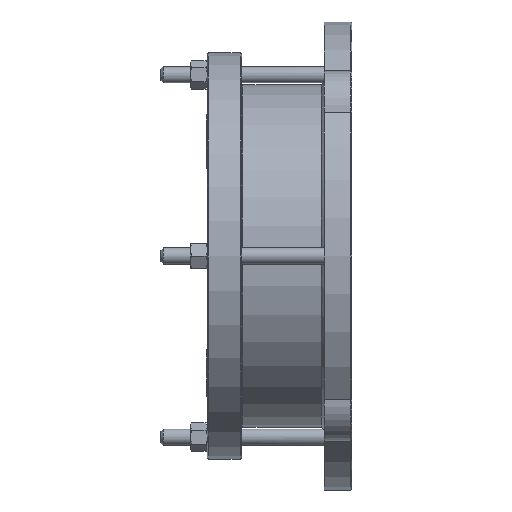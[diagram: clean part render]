
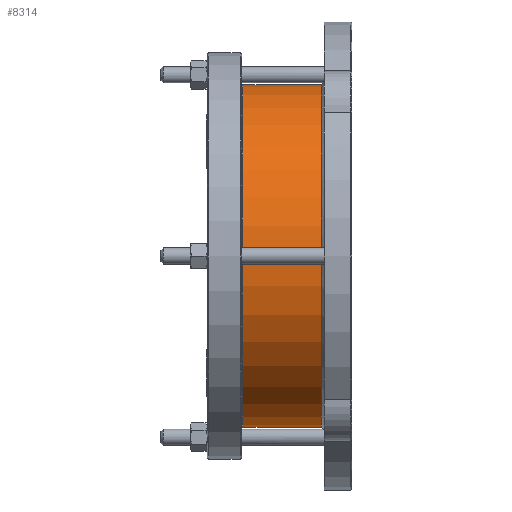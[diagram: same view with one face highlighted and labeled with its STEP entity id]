
A CAD part, left-side view. The second image highlights one B-rep face of the part: STEP entity #8314.
In plain terms, the highlighted cylindrical face has radius 124.5 mm (diameter 249 mm), a full revolution.
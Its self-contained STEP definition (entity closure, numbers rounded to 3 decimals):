
#114=CYLINDRICAL_SURFACE('',#8815,124.5);
#298=CIRCLE('',#8813,124.5);
#299=CIRCLE('',#8814,124.5);
#300=CIRCLE('',#8816,124.5);
#1046=FACE_OUTER_BOUND('',#1562,.T.);
#1562=EDGE_LOOP('',(#6115,#6116,#6117,#6118,#6119));
#2432=LINE('',#14251,#2966);
#2966=VECTOR('',#10022,124.5);
#3536=VERTEX_POINT('',#14244);
#3537=VERTEX_POINT('',#14246);
#3538=VERTEX_POINT('',#14250);
#4441=EDGE_CURVE('',#3536,#3537,#298,.T.);
#4442=EDGE_CURVE('',#3537,#3536,#299,.T.);
#4443=EDGE_CURVE('',#3537,#3538,#2432,.T.);
#4444=EDGE_CURVE('',#3538,#3538,#300,.T.);
#6115=ORIENTED_EDGE('',*,*,#4441,.F.);
#6116=ORIENTED_EDGE('',*,*,#4442,.F.);
#6117=ORIENTED_EDGE('',*,*,#4443,.T.);
#6118=ORIENTED_EDGE('',*,*,#4444,.F.);
#6119=ORIENTED_EDGE('',*,*,#4443,.F.);
#8314=ADVANCED_FACE('',(#1046),#114,.T.);
#8813=AXIS2_PLACEMENT_3D('',#14247,#10016,#10017);
#8814=AXIS2_PLACEMENT_3D('',#14248,#10018,#10019);
#8815=AXIS2_PLACEMENT_3D('',#14249,#10020,#10021);
#8816=AXIS2_PLACEMENT_3D('',#14252,#10023,#10024);
#10016=DIRECTION('center_axis',(0.,1.,0.));
#10017=DIRECTION('ref_axis',(1.,0.,0.));
#10018=DIRECTION('center_axis',(0.,1.,0.));
#10019=DIRECTION('ref_axis',(1.,0.,0.));
#10020=DIRECTION('center_axis',(0.,1.,0.));
#10021=DIRECTION('ref_axis',(-1.,0.,0.));
#10022=DIRECTION('',(0.,-1.,0.));
#10023=DIRECTION('center_axis',(0.,-1.,0.));
#10024=DIRECTION('ref_axis',(-1.,0.,0.));
#14244=CARTESIAN_POINT('',(0.,79.,-124.5));
#14246=CARTESIAN_POINT('',(124.5,79.,0.));
#14247=CARTESIAN_POINT('Origin',(0.,79.,0.));
#14248=CARTESIAN_POINT('Origin',(0.,79.,0.));
#14249=CARTESIAN_POINT('Origin',(0.,0.,0.));
#14250=CARTESIAN_POINT('',(124.5,22.,0.));
#14251=CARTESIAN_POINT('',(124.5,0.,0.));
#14252=CARTESIAN_POINT('Origin',(0.,22.,0.));
